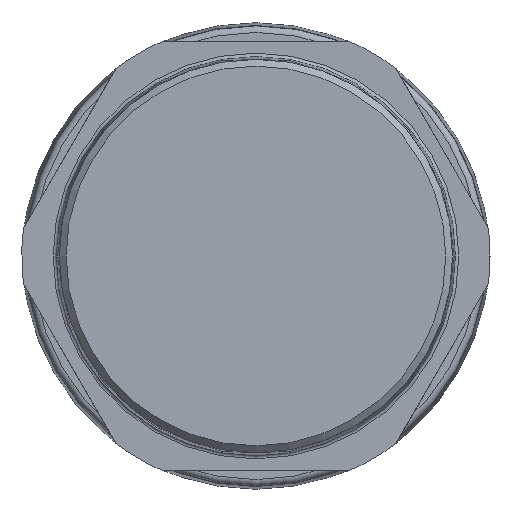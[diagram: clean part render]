
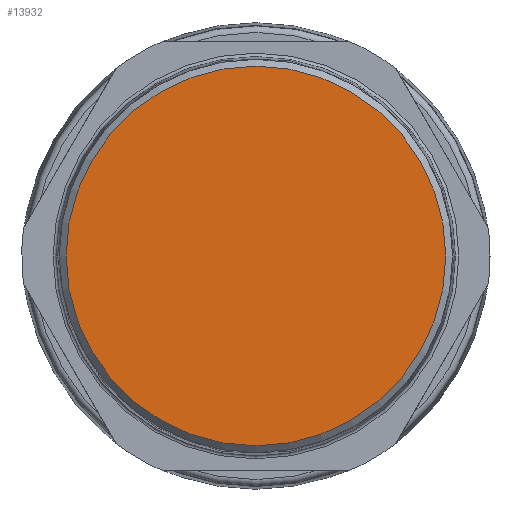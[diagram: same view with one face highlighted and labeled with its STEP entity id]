
A CAD part, left-side view. The second image highlights one B-rep face of the part: STEP entity #13932.
In plain terms, the highlighted planar face has unit normal (-1, 0, 0).
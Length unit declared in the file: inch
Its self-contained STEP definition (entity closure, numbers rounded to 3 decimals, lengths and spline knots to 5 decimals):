
#1898=PLANE('',#15510);
#2618=FACE_OUTER_BOUND('',#3360,.T.);
#3360=EDGE_LOOP('',(#12136));
#4202=CIRCLE('',#15511,1.13009);
#5996=VERTEX_POINT('',#28791);
#8052=EDGE_CURVE('',#5996,#5996,#4202,.T.);
#12136=ORIENTED_EDGE('',*,*,#8052,.F.);
#13932=ADVANCED_FACE('',(#2618),#1898,.T.);
#15510=AXIS2_PLACEMENT_3D('',#28790,#19157,#19158);
#15511=AXIS2_PLACEMENT_3D('',#28792,#19159,#19160);
#19157=DIRECTION('center_axis',(-1.,0.,0.));
#19158=DIRECTION('ref_axis',(0.,0.,-1.));
#19159=DIRECTION('center_axis',(1.,0.,0.));
#19160=DIRECTION('ref_axis',(0.,1.,0.));
#28790=CARTESIAN_POINT('Origin',(-2.57095,-1.16946,0.));
#28791=CARTESIAN_POINT('',(-2.57095,-1.13009,0.));
#28792=CARTESIAN_POINT('Origin',(-2.57095,0.,0.));
